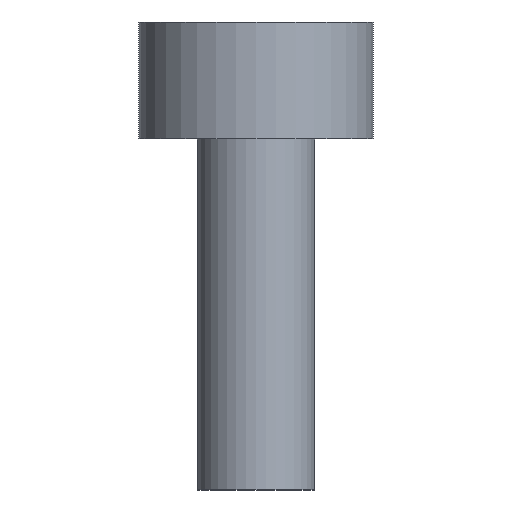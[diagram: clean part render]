
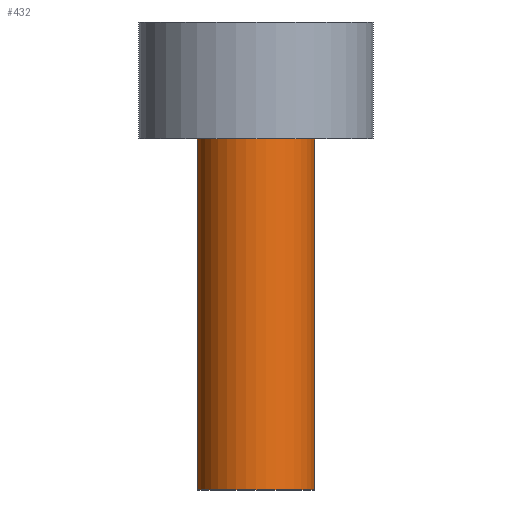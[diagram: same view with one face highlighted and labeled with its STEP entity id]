
A CAD part, front view. The second image highlights one B-rep face of the part: STEP entity #432.
In plain terms, the highlighted cylindrical face has radius 5 mm (diameter 10 mm), a partial arc.
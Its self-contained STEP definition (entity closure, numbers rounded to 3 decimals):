
#4 = ORIENTED_EDGE ( 'NONE', *, *, #609, .F. ) ;
#9 = AXIS2_PLACEMENT_3D ( 'NONE', #122, #381, #230 ) ;
#36 = CIRCLE ( 'NONE', #399, 5. ) ;
#42 = EDGE_CURVE ( 'NONE', #492, #272, #192, .T. ) ;
#72 = CARTESIAN_POINT ( 'NONE',  ( 5., 185., 70. ) ) ;
#97 = CARTESIAN_POINT ( 'NONE',  ( -5., 185., 70. ) ) ;
#113 = CARTESIAN_POINT ( 'NONE',  ( -5., 185., 40. ) ) ;
#122 = CARTESIAN_POINT ( 'NONE',  ( 0., 185., 70. ) ) ;
#165 = LINE ( 'NONE', #213, #637 ) ;
#169 = EDGE_CURVE ( 'NONE', #323, #511, #165, .T. ) ;
#190 = CARTESIAN_POINT ( 'NONE',  ( 0., 185., 70. ) ) ;
#192 = LINE ( 'NONE', #384, #623 ) ;
#213 = CARTESIAN_POINT ( 'NONE',  ( 5., 185., 70. ) ) ;
#221 = EDGE_CURVE ( 'NONE', #272, #511, #36, .T. ) ;
#224 = ORIENTED_EDGE ( 'NONE', *, *, #221, .T. ) ;
#230 = DIRECTION ( 'NONE',  ( 1., 0., 0. ) ) ;
#237 = DIRECTION ( 'NONE',  ( 0., 0., -1. ) ) ;
#255 = ORIENTED_EDGE ( 'NONE', *, *, #42, .T. ) ;
#272 = VERTEX_POINT ( 'NONE', #113 ) ;
#293 = CIRCLE ( 'NONE', #9, 5. ) ;
#305 = DIRECTION ( 'NONE',  ( 0., 0., -1. ) ) ;
#322 = FACE_OUTER_BOUND ( 'NONE', #457, .T. ) ;
#323 = VERTEX_POINT ( 'NONE', #72 ) ;
#351 = DIRECTION ( 'NONE',  ( 1., 0., 0. ) ) ;
#357 = ORIENTED_EDGE ( 'NONE', *, *, #169, .F. ) ;
#381 = DIRECTION ( 'NONE',  ( 0., 0., 1. ) ) ;
#383 = DIRECTION ( 'NONE',  ( -1., 0., 0. ) ) ;
#384 = CARTESIAN_POINT ( 'NONE',  ( -5., 185., 70. ) ) ;
#399 = AXIS2_PLACEMENT_3D ( 'NONE', #604, #404, #351 ) ;
#404 = DIRECTION ( 'NONE',  ( 0., 0., 1. ) ) ;
#411 = AXIS2_PLACEMENT_3D ( 'NONE', #190, #520, #383 ) ;
#432 = ADVANCED_FACE ( 'NONE', ( #322 ), #574, .T. ) ;
#457 = EDGE_LOOP ( 'NONE', ( #357, #4, #255, #224 ) ) ;
#492 = VERTEX_POINT ( 'NONE', #97 ) ;
#511 = VERTEX_POINT ( 'NONE', #636 ) ;
#520 = DIRECTION ( 'NONE',  ( 0., 0., -1. ) ) ;
#574 = CYLINDRICAL_SURFACE ( 'NONE', #411, 5. ) ;
#604 = CARTESIAN_POINT ( 'NONE',  ( 0., 185., 40. ) ) ;
#609 = EDGE_CURVE ( 'NONE', #492, #323, #293, .T. ) ;
#623 = VECTOR ( 'NONE', #237, 1000. ) ;
#636 = CARTESIAN_POINT ( 'NONE',  ( 5., 185., 40. ) ) ;
#637 = VECTOR ( 'NONE', #305, 1000. ) ;
